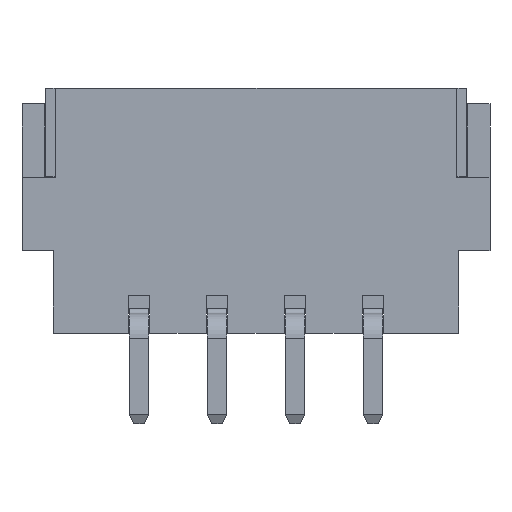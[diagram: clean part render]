
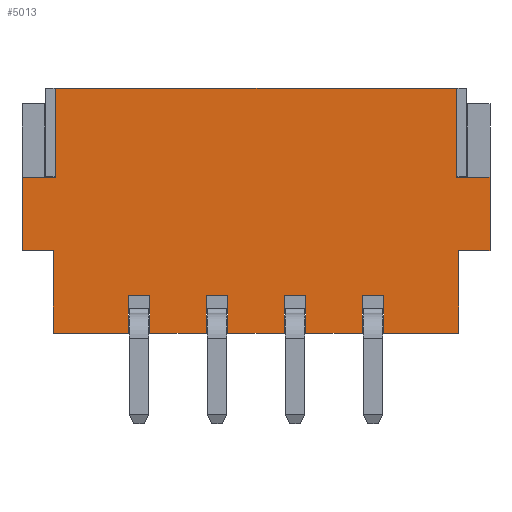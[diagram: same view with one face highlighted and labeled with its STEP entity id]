
A CAD part, front view. The second image highlights one B-rep face of the part: STEP entity #5013.
In plain terms, the highlighted planar face has unit normal (0, -1, 0).
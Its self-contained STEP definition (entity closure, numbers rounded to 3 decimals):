
#253=DIRECTION('',(-1.,0.,0.));
#254=VECTOR('',#253,12.83);
#255=CARTESIAN_POINT('',(11.415,0.,2.85));
#256=LINE('',#255,#254);
#923=DIRECTION('',(0.,0.,1.));
#924=VECTOR('',#923,1.2);
#925=CARTESIAN_POINT('',(4.1,0.,-5.));
#926=LINE('',#925,#924);
#927=DIRECTION('',(-1.,0.,0.));
#928=VECTOR('',#927,0.7);
#929=CARTESIAN_POINT('',(4.1,0.,-3.8));
#930=LINE('',#929,#928);
#931=DIRECTION('',(0.,0.,1.));
#932=VECTOR('',#931,1.2);
#933=CARTESIAN_POINT('',(3.4,0.,-5.));
#934=LINE('',#933,#932);
#935=DIRECTION('',(1.,0.,0.));
#936=VECTOR('',#935,1.8);
#937=CARTESIAN_POINT('',(1.6,0.,-5.));
#938=LINE('',#937,#936);
#939=DIRECTION('',(0.,0.,1.));
#940=VECTOR('',#939,1.2);
#941=CARTESIAN_POINT('',(1.6,0.,-5.));
#942=LINE('',#941,#940);
#943=DIRECTION('',(-1.,0.,0.));
#944=VECTOR('',#943,0.7);
#945=CARTESIAN_POINT('',(1.6,0.,-3.8));
#946=LINE('',#945,#944);
#947=DIRECTION('',(0.,0.,1.));
#948=VECTOR('',#947,1.2);
#949=CARTESIAN_POINT('',(0.9,0.,-5.));
#950=LINE('',#949,#948);
#951=DIRECTION('',(1.,0.,0.));
#952=VECTOR('',#951,2.4);
#953=CARTESIAN_POINT('',(-1.5,0.,-5.));
#954=LINE('',#953,#952);
#955=DIRECTION('',(0.,0.,-1.));
#956=VECTOR('',#955,2.65);
#957=CARTESIAN_POINT('',(-1.5,0.,-2.35));
#958=LINE('',#957,#956);
#959=DIRECTION('',(1.,0.,0.));
#960=VECTOR('',#959,1.);
#961=CARTESIAN_POINT('',(-2.5,0.,-2.35));
#962=LINE('',#961,#960);
#963=DIRECTION('',(0.,0.,-1.));
#964=VECTOR('',#963,2.35);
#965=CARTESIAN_POINT('',(-2.5,0.,0.));
#966=LINE('',#965,#964);
#967=DIRECTION('',(0.,0.,-1.));
#968=VECTOR('',#967,2.85);
#969=CARTESIAN_POINT('',(-1.415,0.,2.85));
#970=LINE('',#969,#968);
#971=DIRECTION('',(0.,0.,-1.));
#972=VECTOR('',#971,2.85);
#973=CARTESIAN_POINT('',(11.415,0.,2.85));
#974=LINE('',#973,#972);
#975=DIRECTION('',(0.,0.,-1.));
#976=VECTOR('',#975,2.35);
#977=CARTESIAN_POINT('',(12.5,0.,0.));
#978=LINE('',#977,#976);
#979=DIRECTION('',(-1.,0.,0.));
#980=VECTOR('',#979,1.);
#981=CARTESIAN_POINT('',(12.5,0.,-2.35));
#982=LINE('',#981,#980);
#983=DIRECTION('',(0.,0.,-1.));
#984=VECTOR('',#983,2.65);
#985=CARTESIAN_POINT('',(11.5,0.,-2.35));
#986=LINE('',#985,#984);
#987=DIRECTION('',(-1.,0.,0.));
#988=VECTOR('',#987,2.4);
#989=CARTESIAN_POINT('',(11.5,0.,-5.));
#990=LINE('',#989,#988);
#991=DIRECTION('',(0.,0.,1.));
#992=VECTOR('',#991,1.2);
#993=CARTESIAN_POINT('',(9.1,0.,-5.));
#994=LINE('',#993,#992);
#995=DIRECTION('',(1.,0.,0.));
#996=VECTOR('',#995,0.7);
#997=CARTESIAN_POINT('',(8.4,0.,-3.8));
#998=LINE('',#997,#996);
#999=DIRECTION('',(0.,0.,1.));
#1000=VECTOR('',#999,1.2);
#1001=CARTESIAN_POINT('',(8.4,0.,-5.));
#1002=LINE('',#1001,#1000);
#1003=DIRECTION('',(-1.,0.,0.));
#1004=VECTOR('',#1003,1.8);
#1005=CARTESIAN_POINT('',(8.4,0.,-5.));
#1006=LINE('',#1005,#1004);
#1007=DIRECTION('',(0.,0.,1.));
#1008=VECTOR('',#1007,1.2);
#1009=CARTESIAN_POINT('',(6.6,0.,-5.));
#1010=LINE('',#1009,#1008);
#1011=DIRECTION('',(1.,0.,0.));
#1012=VECTOR('',#1011,0.7);
#1013=CARTESIAN_POINT('',(5.9,0.,-3.8));
#1014=LINE('',#1013,#1012);
#1015=DIRECTION('',(0.,0.,1.));
#1016=VECTOR('',#1015,1.2);
#1017=CARTESIAN_POINT('',(5.9,0.,-5.));
#1018=LINE('',#1017,#1016);
#1079=DIRECTION('',(1.,0.,0.));
#1080=VECTOR('',#1079,1.8);
#1081=CARTESIAN_POINT('',(4.1,0.,-5.));
#1082=LINE('',#1081,#1080);
#1487=DIRECTION('',(-1.,0.,0.));
#1488=VECTOR('',#1487,1.085);
#1489=CARTESIAN_POINT('',(12.5,0.,0.));
#1490=LINE('',#1489,#1488);
#1959=DIRECTION('',(1.,0.,0.));
#1960=VECTOR('',#1959,1.085);
#1961=CARTESIAN_POINT('',(-2.5,0.,0.));
#1962=LINE('',#1961,#1960);
#2881=CARTESIAN_POINT('',(12.5,0.,-2.35));
#2882=VERTEX_POINT('',#2881);
#2887=CARTESIAN_POINT('',(11.5,0.,-2.35));
#2888=VERTEX_POINT('',#2887);
#2889=CARTESIAN_POINT('',(11.5,0.,-5.));
#2890=VERTEX_POINT('',#2889);
#2955=CARTESIAN_POINT('',(12.5,0.,0.));
#2957=VERTEX_POINT('',#2955);
#2965=CARTESIAN_POINT('',(11.415,0.,2.85));
#2966=CARTESIAN_POINT('',(11.415,0.,0.));
#2967=VERTEX_POINT('',#2965);
#2968=VERTEX_POINT('',#2966);
#3093=CARTESIAN_POINT('',(5.9,0.,-3.8));
#3094=CARTESIAN_POINT('',(6.6,0.,-3.8));
#3095=VERTEX_POINT('',#3093);
#3096=VERTEX_POINT('',#3094);
#3097=CARTESIAN_POINT('',(6.6,0.,-5.));
#3098=VERTEX_POINT('',#3097);
#3099=CARTESIAN_POINT('',(5.9,0.,-5.));
#3100=VERTEX_POINT('',#3099);
#3109=CARTESIAN_POINT('',(8.4,0.,-3.8));
#3110=CARTESIAN_POINT('',(9.1,0.,-3.8));
#3111=VERTEX_POINT('',#3109);
#3112=VERTEX_POINT('',#3110);
#3113=CARTESIAN_POINT('',(9.1,0.,-5.));
#3114=VERTEX_POINT('',#3113);
#3115=CARTESIAN_POINT('',(8.4,0.,-5.));
#3116=VERTEX_POINT('',#3115);
#3341=CARTESIAN_POINT('',(-2.5,0.,-2.35));
#3342=VERTEX_POINT('',#3341);
#3347=CARTESIAN_POINT('',(-1.5,0.,-2.35));
#3348=VERTEX_POINT('',#3347);
#3349=CARTESIAN_POINT('',(-1.5,0.,-5.));
#3350=VERTEX_POINT('',#3349);
#3379=CARTESIAN_POINT('',(4.1,0.,-3.8));
#3380=CARTESIAN_POINT('',(3.4,0.,-3.8));
#3381=VERTEX_POINT('',#3379);
#3382=VERTEX_POINT('',#3380);
#3383=CARTESIAN_POINT('',(3.4,0.,-5.));
#3384=VERTEX_POINT('',#3383);
#3385=CARTESIAN_POINT('',(4.1,0.,-5.));
#3386=VERTEX_POINT('',#3385);
#3395=CARTESIAN_POINT('',(1.6,0.,-3.8));
#3396=CARTESIAN_POINT('',(0.9,0.,-3.8));
#3397=VERTEX_POINT('',#3395);
#3398=VERTEX_POINT('',#3396);
#3399=CARTESIAN_POINT('',(0.9,0.,-5.));
#3400=VERTEX_POINT('',#3399);
#3401=CARTESIAN_POINT('',(1.6,0.,-5.));
#3402=VERTEX_POINT('',#3401);
#3495=CARTESIAN_POINT('',(-2.5,0.,0.));
#3497=VERTEX_POINT('',#3495);
#3505=CARTESIAN_POINT('',(-1.415,0.,2.85));
#3506=CARTESIAN_POINT('',(-1.415,0.,0.));
#3507=VERTEX_POINT('',#3505);
#3508=VERTEX_POINT('',#3506);
#4953=CARTESIAN_POINT('',(0.,0.,0.));
#4954=DIRECTION('',(0.,1.,0.));
#4955=DIRECTION('',(1.,0.,0.));
#4956=AXIS2_PLACEMENT_3D('',#4953,#4954,#4955);
#4957=PLANE('',#4956);
#4959=ORIENTED_EDGE('',*,*,#4958,.F.);
#4961=ORIENTED_EDGE('',*,*,#4960,.T.);
#4963=ORIENTED_EDGE('',*,*,#4962,.T.);
#4965=ORIENTED_EDGE('',*,*,#4964,.F.);
#4967=ORIENTED_EDGE('',*,*,#4966,.F.);
#4969=ORIENTED_EDGE('',*,*,#4968,.T.);
#4971=ORIENTED_EDGE('',*,*,#4970,.T.);
#4973=ORIENTED_EDGE('',*,*,#4972,.F.);
#4975=ORIENTED_EDGE('',*,*,#4974,.F.);
#4976=ORIENTED_EDGE('',*,*,#4812,.F.);
#4978=ORIENTED_EDGE('',*,*,#4977,.F.);
#4980=ORIENTED_EDGE('',*,*,#4979,.F.);
#4982=ORIENTED_EDGE('',*,*,#4981,.T.);
#4983=ORIENTED_EDGE('',*,*,#4944,.F.);
#4984=ORIENTED_EDGE('',*,*,#4125,.F.);
#4986=ORIENTED_EDGE('',*,*,#4985,.T.);
#4988=ORIENTED_EDGE('',*,*,#4987,.F.);
#4990=ORIENTED_EDGE('',*,*,#4989,.T.);
#4992=ORIENTED_EDGE('',*,*,#4991,.T.);
#4994=ORIENTED_EDGE('',*,*,#4993,.T.);
#4996=ORIENTED_EDGE('',*,*,#4995,.T.);
#4998=ORIENTED_EDGE('',*,*,#4997,.T.);
#5000=ORIENTED_EDGE('',*,*,#4999,.F.);
#5002=ORIENTED_EDGE('',*,*,#5001,.F.);
#5004=ORIENTED_EDGE('',*,*,#5003,.T.);
#5006=ORIENTED_EDGE('',*,*,#5005,.T.);
#5008=ORIENTED_EDGE('',*,*,#5007,.F.);
#5010=ORIENTED_EDGE('',*,*,#5009,.F.);
#5011=EDGE_LOOP('',(#4959,#4961,#4963,#4965,#4967,#4969,#4971,#4973,#4975,#4976,
#4978,#4980,#4982,#4983,#4984,#4986,#4988,#4990,#4992,#4994,#4996,#4998,#5000,
#5002,#5004,#5006,#5008,#5010));
#5012=FACE_OUTER_BOUND('',#5011,.F.);
#4125=EDGE_CURVE('',#2967,#3507,#256,.T.);
#4812=EDGE_CURVE('',#3348,#3350,#958,.T.);
#4944=EDGE_CURVE('',#3507,#3508,#970,.T.);
#4958=EDGE_CURVE('',#3386,#3100,#1082,.T.);
#4960=EDGE_CURVE('',#3386,#3381,#926,.T.);
#4962=EDGE_CURVE('',#3381,#3382,#930,.T.);
#4964=EDGE_CURVE('',#3384,#3382,#934,.T.);
#4966=EDGE_CURVE('',#3402,#3384,#938,.T.);
#4968=EDGE_CURVE('',#3402,#3397,#942,.T.);
#4970=EDGE_CURVE('',#3397,#3398,#946,.T.);
#4972=EDGE_CURVE('',#3400,#3398,#950,.T.);
#4974=EDGE_CURVE('',#3350,#3400,#954,.T.);
#4977=EDGE_CURVE('',#3342,#3348,#962,.T.);
#4979=EDGE_CURVE('',#3497,#3342,#966,.T.);
#4981=EDGE_CURVE('',#3497,#3508,#1962,.T.);
#4985=EDGE_CURVE('',#2967,#2968,#974,.T.);
#4987=EDGE_CURVE('',#2957,#2968,#1490,.T.);
#4989=EDGE_CURVE('',#2957,#2882,#978,.T.);
#4991=EDGE_CURVE('',#2882,#2888,#982,.T.);
#4993=EDGE_CURVE('',#2888,#2890,#986,.T.);
#4995=EDGE_CURVE('',#2890,#3114,#990,.T.);
#4997=EDGE_CURVE('',#3114,#3112,#994,.T.);
#4999=EDGE_CURVE('',#3111,#3112,#998,.T.);
#5001=EDGE_CURVE('',#3116,#3111,#1002,.T.);
#5003=EDGE_CURVE('',#3116,#3098,#1006,.T.);
#5005=EDGE_CURVE('',#3098,#3096,#1010,.T.);
#5007=EDGE_CURVE('',#3095,#3096,#1014,.T.);
#5009=EDGE_CURVE('',#3100,#3095,#1018,.T.);
#5013=ADVANCED_FACE('',(#5012),#4957,.F.);
